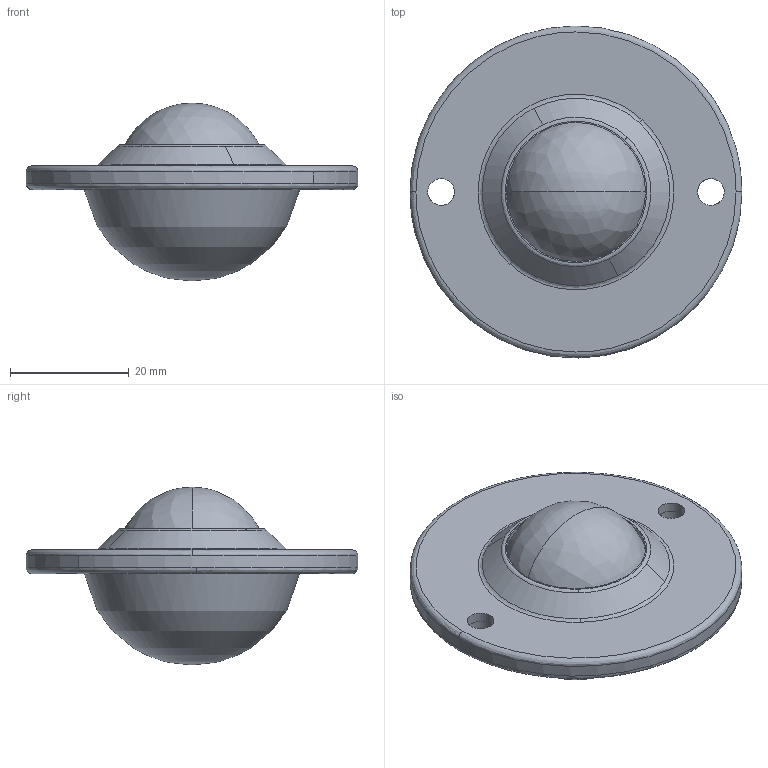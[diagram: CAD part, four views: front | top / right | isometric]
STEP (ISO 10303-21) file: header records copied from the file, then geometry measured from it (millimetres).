
FILE_DESCRIPTION((''),'2;1');
FILE_NAME('','2009-01-19T13:43:18',(''),(''),'','CADfix','');
FILE_SCHEMA(('AUTOMOTIVE_DESIGN { 1 0 10303 214 1 1 1 1 }'));
Length unit declared in the file: millimetre
Bounding box: 56 x 56 x 30 mm (x, y, z)
Volume: 16876.5 mm3; surface area: 14435.5 mm2
Topology: 3 solids, 3 shells, 44 faces, 204 edges, 172 vertices
Faces by surface type: bspline 44
Entity records: 3800 total; most frequent: CARTESIAN_POINT 2592, ORIENTED_EDGE 408, EDGE_CURVE 204, B_SPLINE_CURVE_WITH_KNOTS 182, VERTEX_POINT 172, EDGE_LOOP 60, FACE_OUTER_BOUND 44, ADVANCED_FACE 44
